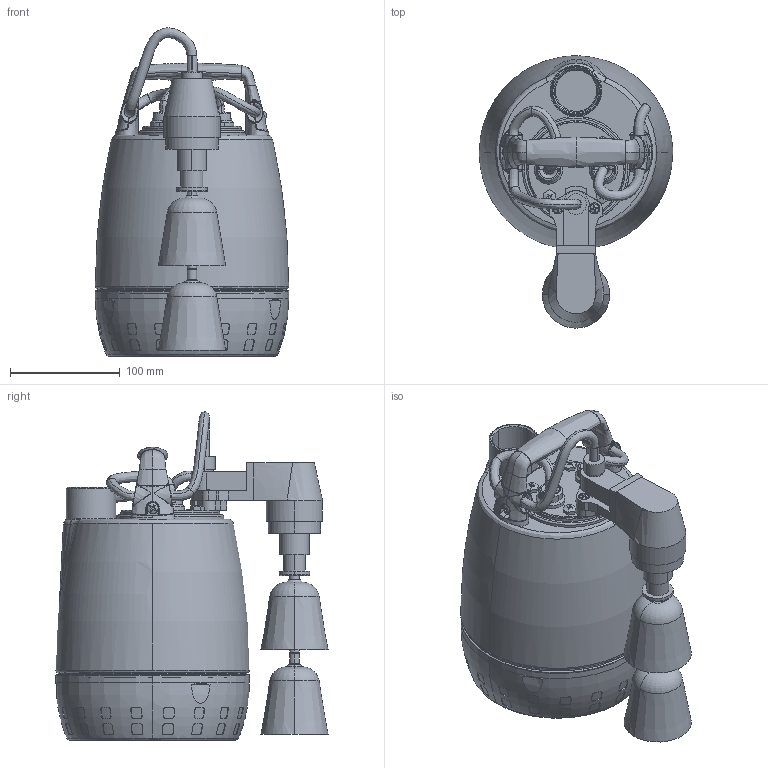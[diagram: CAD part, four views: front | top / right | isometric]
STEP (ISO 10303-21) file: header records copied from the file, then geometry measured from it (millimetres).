
FILE_DESCRIPTION (( 'STEP AP203' ), '1' );
FILE_NAME ('4.93.388.07swa01.step', '2023-06-14T14:42:05', ( '' ), ( '' ), 'SwSTEP 2.0', 'SolidWorks 2020', '' );
FILE_SCHEMA (( 'CONFIG_CONTROL_DESIGN' ));
Length unit declared in the file: millimetre
Products named in the file (3): 4.93.388.07swa01; Copia di 4_93_388_03_REV00^4.93.388.07swa01; AGMA_W_MAC3 STELO 130 467454 GXRM 9
Assembly tree (2 placements, depth 2):
  4.93.388.07swa01
    Copia di 4_93_388_03_REV00^4.93.388.07swa01
    AGMA_W_MAC3 STELO 130 467454 GXRM 9
Bounding box: 176 x 247.6 x 298.56 mm (x, y, z)
Volume: 5294736.7 mm3; surface area: 332967.9 mm2
Topology: 17 solids, 17 shells, 1711 faces, 4191 edges, 2577 vertices
Faces by surface type: plane 516, bspline 511, cylinder 483, torus 118, cone 63, sphere 20
Entity records: 188983 total; most frequent: CARTESIAN_POINT 154123, ORIENTED_EDGE 8354, DIRECTION 5061, EDGE_CURVE 4177, VERTEX_POINT 2575, B_SPLINE_CURVE_WITH_KNOTS 2192, AXIS2_PLACEMENT_3D 1884, EDGE_LOOP 1802
